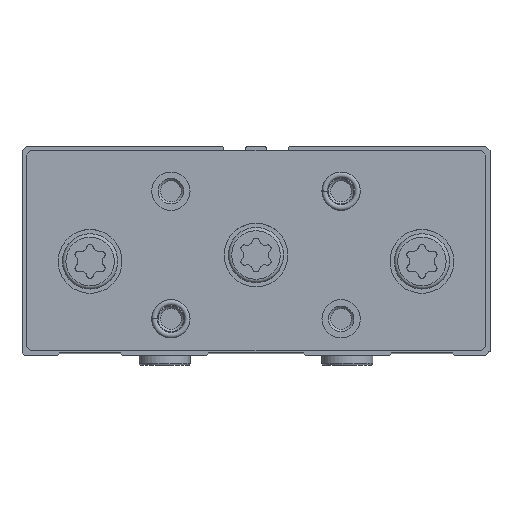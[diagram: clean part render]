
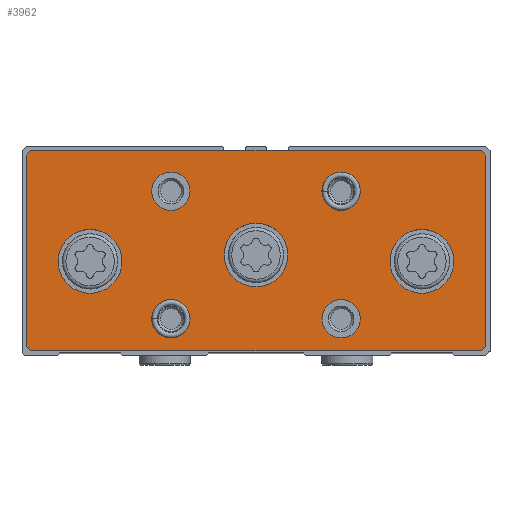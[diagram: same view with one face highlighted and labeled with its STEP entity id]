
A CAD part, top view. The second image highlights one B-rep face of the part: STEP entity #3962.
In plain terms, the highlighted face is planar.
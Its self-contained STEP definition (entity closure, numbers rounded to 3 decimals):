
#378=LINE('',#6829,#596);
#382=LINE('',#6838,#600);
#385=LINE('',#6844,#603);
#388=LINE('',#6850,#606);
#391=LINE('',#6856,#609);
#394=LINE('',#6862,#612);
#397=LINE('',#6868,#615);
#400=LINE('',#6874,#618);
#596=VECTOR('',#5576,1000.);
#600=VECTOR('',#5582,1000.);
#603=VECTOR('',#5587,1000.);
#606=VECTOR('',#5592,1000.);
#609=VECTOR('',#5597,1000.);
#612=VECTOR('',#5602,1000.);
#615=VECTOR('',#5607,1000.);
#618=VECTOR('',#5612,1000.);
#1260=ORIENTED_EDGE('',*,*,#1995,.F.);
#1261=ORIENTED_EDGE('',*,*,#1996,.F.);
#1262=ORIENTED_EDGE('',*,*,#1997,.F.);
#1263=ORIENTED_EDGE('',*,*,#1998,.F.);
#1264=ORIENTED_EDGE('',*,*,#1999,.F.);
#1265=ORIENTED_EDGE('',*,*,#2000,.F.);
#1266=ORIENTED_EDGE('',*,*,#2001,.F.);
#1267=ORIENTED_EDGE('',*,*,#1964,.T.);
#1268=ORIENTED_EDGE('',*,*,#1968,.T.);
#1269=ORIENTED_EDGE('',*,*,#1971,.T.);
#1270=ORIENTED_EDGE('',*,*,#1974,.T.);
#1271=ORIENTED_EDGE('',*,*,#1977,.T.);
#1272=ORIENTED_EDGE('',*,*,#1980,.T.);
#1273=ORIENTED_EDGE('',*,*,#1983,.T.);
#1274=ORIENTED_EDGE('',*,*,#1986,.T.);
#1964=EDGE_CURVE('',#2419,#2420,#378,.T.);
#1968=EDGE_CURVE('',#2420,#2423,#382,.T.);
#1971=EDGE_CURVE('',#2423,#2425,#385,.T.);
#1974=EDGE_CURVE('',#2425,#2427,#388,.T.);
#1977=EDGE_CURVE('',#2427,#2429,#391,.T.);
#1980=EDGE_CURVE('',#2429,#2431,#394,.T.);
#1983=EDGE_CURVE('',#2431,#2433,#397,.T.);
#1986=EDGE_CURVE('',#2433,#2419,#400,.T.);
#1995=EDGE_CURVE('',#2440,#2440,#2728,.T.);
#1996=EDGE_CURVE('',#2441,#2441,#2729,.T.);
#1997=EDGE_CURVE('',#2442,#2442,#2730,.T.);
#1998=EDGE_CURVE('',#2443,#2443,#2731,.T.);
#1999=EDGE_CURVE('',#2444,#2444,#2732,.T.);
#2000=EDGE_CURVE('',#2445,#2445,#2733,.T.);
#2001=EDGE_CURVE('',#2446,#2446,#2734,.T.);
#2419=VERTEX_POINT('',#6830);
#2420=VERTEX_POINT('',#6831);
#2423=VERTEX_POINT('',#6839);
#2425=VERTEX_POINT('',#6845);
#2427=VERTEX_POINT('',#6851);
#2429=VERTEX_POINT('',#6857);
#2431=VERTEX_POINT('',#6863);
#2433=VERTEX_POINT('',#6869);
#2440=VERTEX_POINT('',#6891);
#2441=VERTEX_POINT('',#6893);
#2442=VERTEX_POINT('',#6895);
#2443=VERTEX_POINT('',#6897);
#2444=VERTEX_POINT('',#6899);
#2445=VERTEX_POINT('',#6901);
#2446=VERTEX_POINT('',#6903);
#2728=CIRCLE('',#4620,7.5);
#2729=CIRCLE('',#4621,7.5);
#2730=CIRCLE('',#4622,7.5);
#2731=CIRCLE('',#4623,4.5);
#2732=CIRCLE('',#4624,4.5);
#2733=CIRCLE('',#4625,4.5);
#2734=CIRCLE('',#4626,4.5);
#3091=EDGE_LOOP('',(#1260));
#3092=EDGE_LOOP('',(#1261));
#3093=EDGE_LOOP('',(#1262));
#3094=EDGE_LOOP('',(#1263));
#3095=EDGE_LOOP('',(#1264));
#3096=EDGE_LOOP('',(#1265));
#3097=EDGE_LOOP('',(#1266));
#3098=EDGE_LOOP('',(#1267,#1268,#1269,#1270,#1271,#1272,#1273,#1274));
#3527=FACE_BOUND('',#3091,.T.);
#3528=FACE_BOUND('',#3092,.T.);
#3529=FACE_BOUND('',#3093,.T.);
#3530=FACE_BOUND('',#3094,.T.);
#3531=FACE_BOUND('',#3095,.T.);
#3532=FACE_BOUND('',#3096,.T.);
#3533=FACE_BOUND('',#3097,.T.);
#3534=FACE_BOUND('',#3098,.T.);
#3774=PLANE('',#4619);
#3962=ADVANCED_FACE('',(#3527,#3528,#3529,#3530,#3531,#3532,#3533,#3534),
#3774,.F.);
#4619=AXIS2_PLACEMENT_3D('',#6889,#5628,#5629);
#4620=AXIS2_PLACEMENT_3D('',#6890,#5630,#5631);
#4621=AXIS2_PLACEMENT_3D('',#6892,#5632,#5633);
#4622=AXIS2_PLACEMENT_3D('',#6894,#5634,#5635);
#4623=AXIS2_PLACEMENT_3D('',#6896,#5636,#5637);
#4624=AXIS2_PLACEMENT_3D('',#6898,#5638,#5639);
#4625=AXIS2_PLACEMENT_3D('',#6900,#5640,#5641);
#4626=AXIS2_PLACEMENT_3D('',#6902,#5642,#5643);
#5576=DIRECTION('',(0.,-1.,0.));
#5582=DIRECTION('',(0.,-0.707,-0.707));
#5587=DIRECTION('',(0.,0.,-1.));
#5592=DIRECTION('',(0.,0.707,-0.707));
#5597=DIRECTION('',(0.,1.,0.));
#5602=DIRECTION('',(0.,0.707,0.707));
#5607=DIRECTION('',(0.,0.,1.));
#5612=DIRECTION('',(0.,-0.707,0.707));
#5628=DIRECTION('',(-1.,0.,0.));
#5629=DIRECTION('',(0.,0.,1.));
#5630=DIRECTION('',(1.,0.,0.));
#5631=DIRECTION('',(0.,0.,-1.));
#5632=DIRECTION('',(1.,0.,0.));
#5633=DIRECTION('',(0.,0.,-1.));
#5634=DIRECTION('',(1.,0.,0.));
#5635=DIRECTION('',(0.,0.,-1.));
#5636=DIRECTION('',(1.,0.,0.));
#5637=DIRECTION('',(0.,0.,-1.));
#5638=DIRECTION('',(1.,0.,0.));
#5639=DIRECTION('',(0.,0.,-1.));
#5640=DIRECTION('',(1.,0.,0.));
#5641=DIRECTION('',(0.,0.,-1.));
#5642=DIRECTION('',(1.,0.,0.));
#5643=DIRECTION('',(0.,0.,-1.));
#6829=CARTESIAN_POINT('',(16.,23.5,54.));
#6830=CARTESIAN_POINT('',(16.,23.5,54.));
#6831=CARTESIAN_POINT('',(16.,-21.5,54.));
#6838=CARTESIAN_POINT('',(16.,-21.5,54.));
#6839=CARTESIAN_POINT('',(16.,-22.5,53.));
#6844=CARTESIAN_POINT('',(16.,-22.5,53.));
#6845=CARTESIAN_POINT('',(16.,-22.5,-53.));
#6850=CARTESIAN_POINT('',(16.,-22.5,-53.));
#6851=CARTESIAN_POINT('',(16.,-21.5,-54.));
#6856=CARTESIAN_POINT('',(16.,-21.5,-54.));
#6857=CARTESIAN_POINT('',(16.,23.5,-54.));
#6862=CARTESIAN_POINT('',(16.,23.5,-54.));
#6863=CARTESIAN_POINT('',(16.,24.5,-53.));
#6868=CARTESIAN_POINT('',(16.,24.5,-53.));
#6869=CARTESIAN_POINT('',(16.,24.5,53.));
#6874=CARTESIAN_POINT('',(16.,24.5,53.));
#6889=CARTESIAN_POINT('',(16.,-1.5,-49.));
#6890=CARTESIAN_POINT('',(16.,-1.5,-39.));
#6891=CARTESIAN_POINT('',(16.,-1.5,-46.5));
#6892=CARTESIAN_POINT('',(16.,-1.5,39.));
#6893=CARTESIAN_POINT('',(16.,-1.5,31.5));
#6894=CARTESIAN_POINT('',(16.,0.,0.));
#6895=CARTESIAN_POINT('',(16.,0.,-7.5));
#6896=CARTESIAN_POINT('',(16.,-15.,20.));
#6897=CARTESIAN_POINT('',(16.,-15.,15.5));
#6898=CARTESIAN_POINT('',(16.,-15.,-20.));
#6899=CARTESIAN_POINT('',(16.,-15.,-24.5));
#6900=CARTESIAN_POINT('',(16.,15.,20.));
#6901=CARTESIAN_POINT('',(16.,15.,15.5));
#6902=CARTESIAN_POINT('',(16.,15.,-20.));
#6903=CARTESIAN_POINT('',(16.,15.,-24.5));
